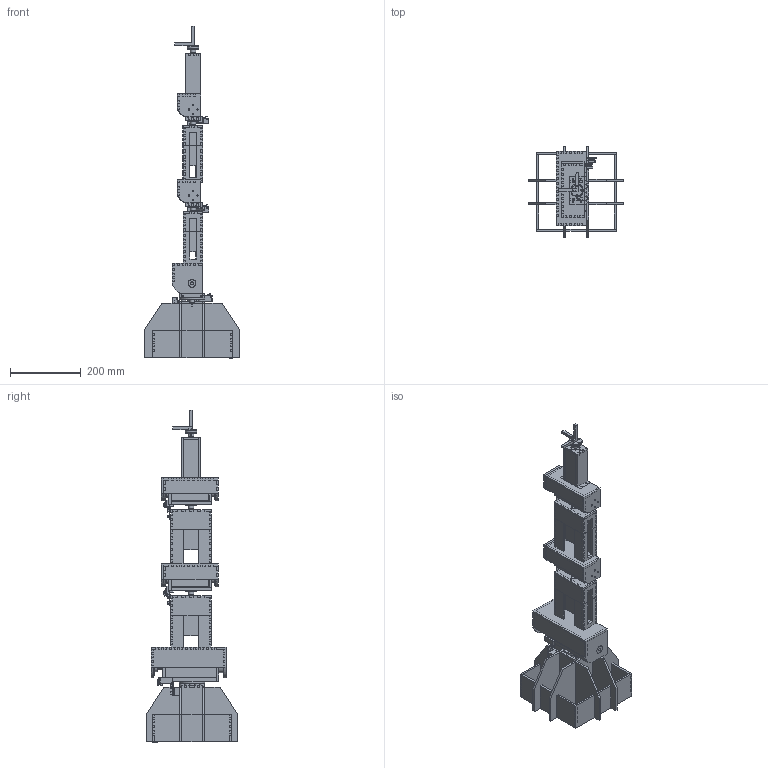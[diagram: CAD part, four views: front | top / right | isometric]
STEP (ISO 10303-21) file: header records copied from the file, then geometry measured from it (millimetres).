
FILE_DESCRIPTION(/* description */ (''),/* implementation_level */ '2;1');
FILE_NAME(/* name */ 'Robotic Arm v110.step',/* time_stamp */ '2023-01-11T04:47:55+01:00',/* author */ (''),/* organization */ (''),/* preprocessor_version */ 'ST-DEVELOPER v19.2',/* originating_system */ 'Autodesk Translation Framework v11.17.0.187',/* authorisation */ '');
FILE_SCHEMA (('AUTOMOTIVE_DESIGN { 1 0 10303 214 3 1 1 }'));
Products named in the file (97): Robotic Arm; RoboticArm; Wrist; ElbowJoint; A_0; A_2; Bearing_8_22; A_1; A_1_Main; Component8; PosY; Unused; NegX_PosY; PosX_PosY; NegX_NegY; PosX_NegY; Unused (1); EndEffectorAttachment; Holder; HolderLid; HolderMain; PosZ; PosY_1; NegY; Elbow; ElbowJoint_1; A_0_1; PosYSide; Core; NegYSide (1); NegXSide (1); PosXSide (1); A_2_1; Bearing_8_22_1; PosXSide; PosZSide; NegXSide; NegYSide; A_1_1; A_1_Main_1 ...
Assembly tree (132 placements, depth 7):
  Robotic Arm
    RoboticArm
      Wrist
        ElbowJoint
          A_0
            Actuator17_4.2_20
            PosYSide
            Core
            NegYSide (1)
            NegXSide (1)
            PosXSide (1)
          A_2
            Bearing_8_22
              Bearing
            CouplingFlange8
            PosXSide
            PosZSide
            NegXSide
            NegYSide
          A_1
            A_1_Main
              PosX
              PosZ_1
              NegZ
            Unused_1
            A_1_Lid
            Actuator17_4.2_20
            CouplingFlange8
          Component27
        Component8
          PosY
          Unused
          NegX_PosY
          PosX_PosY
          NegX_NegY
          PosX_NegY
          Unused (1)
        EndEffectorAttachment
          CouplingFlange8
          Holder
            HolderLid
            HolderMain
              PosZ
              PosY_1
              NegY
            Actuator17_4.2_20
      Elbow
        ElbowJoint_1
          A_0_1
            Actuator17_4.2_20
            PosYSide
            Core
            NegYSide (1)
            NegXSide (1)
            PosXSide (1)
          A_2_1
            Bearing_8_22_1
              Bearing
            CouplingFlange8
            PosXSide
Bounding box: 272 x 260 x 941.13 mm (x, y, z)
Volume: 4440310.9 mm3; surface area: 1364384.7 mm2
Topology: 105 solids, 105 shells, 4476 faces, 11706 edges, 7639 vertices
Faces by surface type: plane 4065, cylinder 391, torus 12, bspline 8
Full cylindrical faces by diameter (mm): 1.9 x12, 2.5 x4, 2.7 x24, 3 x21, 3.5 x60, 3.575 x39, 3.75 x12, 4 x40, 4.5 x2, 8 x17, 8.1 x2, 12.8 x6, 14 x4, 15.75 x6, 16 x5, 22 x5, 22.5 x3, 24 x2, 25 x5, 25.5 x2, 26 x3, 30 x1, 32 x8, 40 x1, 40.5 x1, 41 x1, 46 x4, 72 x1
Entity records: 79201 total; most frequent: CARTESIAN_POINT 14132, ORIENTED_EDGE 13200, DIRECTION 12255, EDGE_CURVE 6600, LINE 6191, VECTOR 6191, VERTEX_POINT 4349, AXIS2_PLACEMENT_3D 3032
